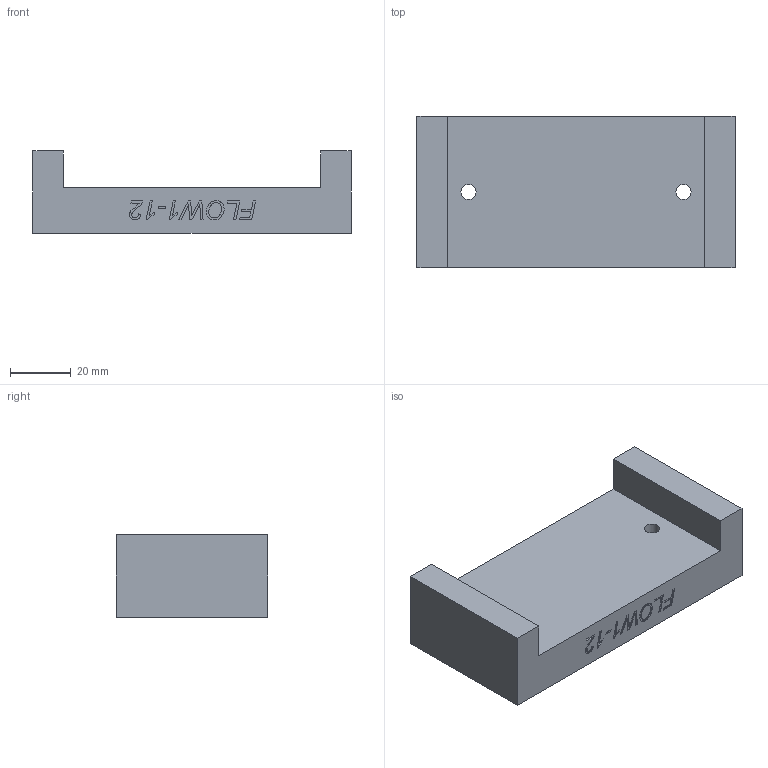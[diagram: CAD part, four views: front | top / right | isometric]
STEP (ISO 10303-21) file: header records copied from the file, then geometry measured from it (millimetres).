
FILE_DESCRIPTION(/* description */ ('Unknown'),/* implementation_level */ '2;1');
FILE_NAME(/* name */ 'flow1-12U-Basic',/* time_stamp */ '2017-07-10T13:18:22+02:00',/* author */ ('Unknown'),/* organization */ ('Unknown'),/* preprocessor_version */ 'ST-DEVELOPER v16.7',/* originating_system */ 'DEX',/* authorisation */ $);
FILE_SCHEMA (('AUTOMOTIVE_DESIGN {1 0 10303 214 3 1 1}'));
Length unit declared in the file: millimetre
Products named in the file (1): flow1-12U-Basic
Bounding box: 105 x 50 x 27.1 mm (x, y, z)
Volume: 90073.8 mm3; surface area: 18716 mm2
Topology: 1 solids, 1 shells, 82 faces, 213 edges, 142 vertices
Faces by surface type: plane 60, bspline 14, cylinder 6, cone 2
Full cylindrical faces by diameter (mm): 3.242 x4, 5 x2
Entity records: 3647 total; most frequent: CARTESIAN_POINT 1186, ORIENTED_EDGE 394, DIRECTION 317, EDGE_CURVE 197, LINE 159, VECTOR 159, VERTEX_POINT 138, FACE_BOUND 107
